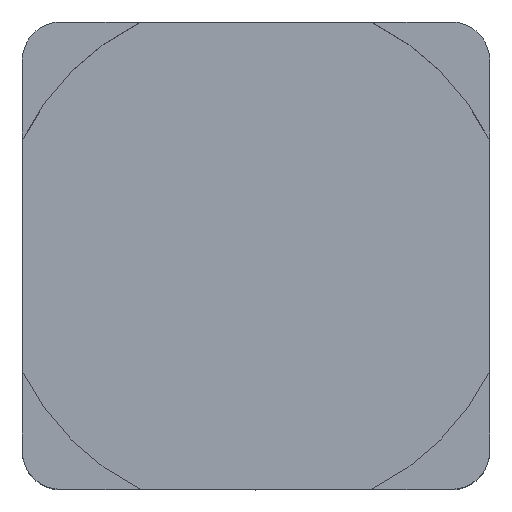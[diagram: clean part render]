
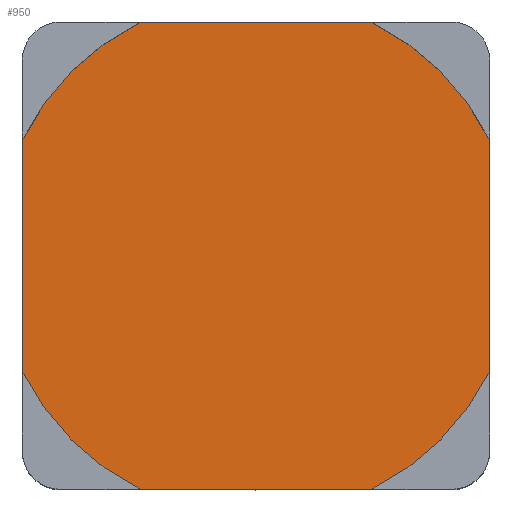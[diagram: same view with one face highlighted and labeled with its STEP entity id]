
A CAD part, top view. The second image highlights one B-rep face of the part: STEP entity #950.
In plain terms, the highlighted planar face has unit normal (0, 0, 1).
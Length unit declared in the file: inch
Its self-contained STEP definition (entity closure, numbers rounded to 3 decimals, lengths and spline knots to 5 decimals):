
#39=PLANE('',#1034);
#65=FACE_OUTER_BOUND('',#117,.T.);
#117=EDGE_LOOP('',(#657,#658,#659,#660,#661,#662,#663,#664));
#231=CIRCLE('',#1035,0.41);
#232=CIRCLE('',#1036,0.41);
#233=CIRCLE('',#1037,0.41);
#234=CIRCLE('',#1038,0.41);
#271=LINE('',#1645,#323);
#272=LINE('',#1649,#324);
#273=LINE('',#1653,#325);
#274=LINE('',#1657,#326);
#323=VECTOR('',#1146,0.3937);
#324=VECTOR('',#1149,0.3937);
#325=VECTOR('',#1152,0.3937);
#326=VECTOR('',#1155,0.3937);
#398=VERTEX_POINT('',#1643);
#399=VERTEX_POINT('',#1644);
#400=VERTEX_POINT('',#1646);
#401=VERTEX_POINT('',#1648);
#402=VERTEX_POINT('',#1650);
#403=VERTEX_POINT('',#1652);
#404=VERTEX_POINT('',#1654);
#405=VERTEX_POINT('',#1656);
#503=EDGE_CURVE('',#398,#399,#271,.T.);
#504=EDGE_CURVE('',#398,#400,#231,.T.);
#505=EDGE_CURVE('',#401,#400,#272,.T.);
#506=EDGE_CURVE('',#401,#402,#232,.T.);
#507=EDGE_CURVE('',#403,#402,#273,.T.);
#508=EDGE_CURVE('',#403,#404,#233,.T.);
#509=EDGE_CURVE('',#405,#404,#274,.T.);
#510=EDGE_CURVE('',#405,#399,#234,.T.);
#657=ORIENTED_EDGE('',*,*,#503,.F.);
#658=ORIENTED_EDGE('',*,*,#504,.T.);
#659=ORIENTED_EDGE('',*,*,#505,.F.);
#660=ORIENTED_EDGE('',*,*,#506,.T.);
#661=ORIENTED_EDGE('',*,*,#507,.F.);
#662=ORIENTED_EDGE('',*,*,#508,.T.);
#663=ORIENTED_EDGE('',*,*,#509,.F.);
#664=ORIENTED_EDGE('',*,*,#510,.T.);
#950=ADVANCED_FACE('',(#65),#39,.T.);
#1034=AXIS2_PLACEMENT_3D('',#1642,#1144,#1145);
#1035=AXIS2_PLACEMENT_3D('',#1647,#1147,#1148);
#1036=AXIS2_PLACEMENT_3D('',#1651,#1150,#1151);
#1037=AXIS2_PLACEMENT_3D('',#1655,#1153,#1154);
#1038=AXIS2_PLACEMENT_3D('',#1658,#1156,#1157);
#1144=DIRECTION('center_axis',(0.,0.,1.));
#1145=DIRECTION('ref_axis',(-1.,0.,0.));
#1146=DIRECTION('',(0.,-1.,0.));
#1147=DIRECTION('center_axis',(0.,0.,1.));
#1148=DIRECTION('ref_axis',(-1.,0.,0.));
#1149=DIRECTION('',(1.,0.,0.));
#1150=DIRECTION('center_axis',(0.,0.,1.));
#1151=DIRECTION('ref_axis',(-1.,0.,0.));
#1152=DIRECTION('',(0.,1.,0.));
#1153=DIRECTION('center_axis',(0.,0.,1.));
#1154=DIRECTION('ref_axis',(-1.,0.,0.));
#1155=DIRECTION('',(-1.,0.,0.));
#1156=DIRECTION('center_axis',(0.,0.,1.));
#1157=DIRECTION('ref_axis',(-1.,0.,0.));
#1642=CARTESIAN_POINT('Origin',(0.,0.,0.38));
#1643=CARTESIAN_POINT('',(0.3675,0.18178,0.38));
#1644=CARTESIAN_POINT('',(0.3675,-0.18178,0.38));
#1645=CARTESIAN_POINT('',(0.3675,-0.18375,0.38));
#1646=CARTESIAN_POINT('',(0.18178,0.3675,0.38));
#1647=CARTESIAN_POINT('Origin',(0.,0.,0.38));
#1648=CARTESIAN_POINT('',(-0.18178,0.3675,0.38));
#1649=CARTESIAN_POINT('',(0.18375,0.3675,0.38));
#1650=CARTESIAN_POINT('',(-0.3675,0.18178,0.38));
#1651=CARTESIAN_POINT('Origin',(0.,0.,0.38));
#1652=CARTESIAN_POINT('',(-0.3675,-0.18178,0.38));
#1653=CARTESIAN_POINT('',(-0.3675,0.18375,0.38));
#1654=CARTESIAN_POINT('',(-0.18178,-0.3675,0.38));
#1655=CARTESIAN_POINT('Origin',(0.,0.,0.38));
#1656=CARTESIAN_POINT('',(0.18178,-0.3675,0.38));
#1657=CARTESIAN_POINT('',(-0.18375,-0.3675,0.38));
#1658=CARTESIAN_POINT('Origin',(0.,0.,0.38));
